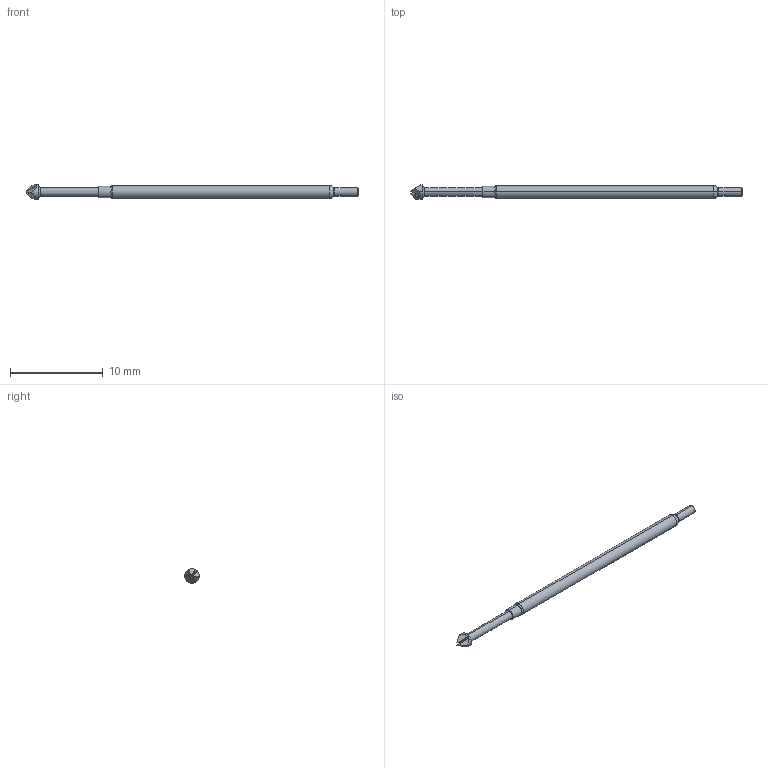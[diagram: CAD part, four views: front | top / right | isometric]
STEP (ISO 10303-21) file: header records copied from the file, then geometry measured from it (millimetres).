
FILE_DESCRIPTION (( 'STEP AP214' ), '1' );
FILE_NAME ('X75-2518.STEP', '2020-10-22T15:37:25', ( '' ), ( '' ), 'SwSTEP 2.0', 'SolidWorks 2019', '' );
FILE_SCHEMA (( 'AUTOMOTIVE_DESIGN' ));
Length unit declared in the file: inch
Products named in the file (1): X75-2518
Bounding box: 35.81 x 1.56 x 1.56 mm (x, y, z)
Volume: 44.3 mm3; surface area: 143 mm2
Topology: 1 solids, 1 shells, 58 faces, 143 edges, 88 vertices
Faces by surface type: bspline 27, cone 10, cylinder 8, torus 8, plane 5
Entity records: 6658 total; most frequent: CARTESIAN_POINT 4726, ORIENTED_EDGE 286, DIRECTION 154, EDGE_CURVE 143, B_SPLINE_CURVE_WITH_KNOTS 89, VERTEX_POINT 88, AXIS2_PLACEMENT_3D 68, UNCERTAINTY_MEASURE_WITH_UNIT 61
